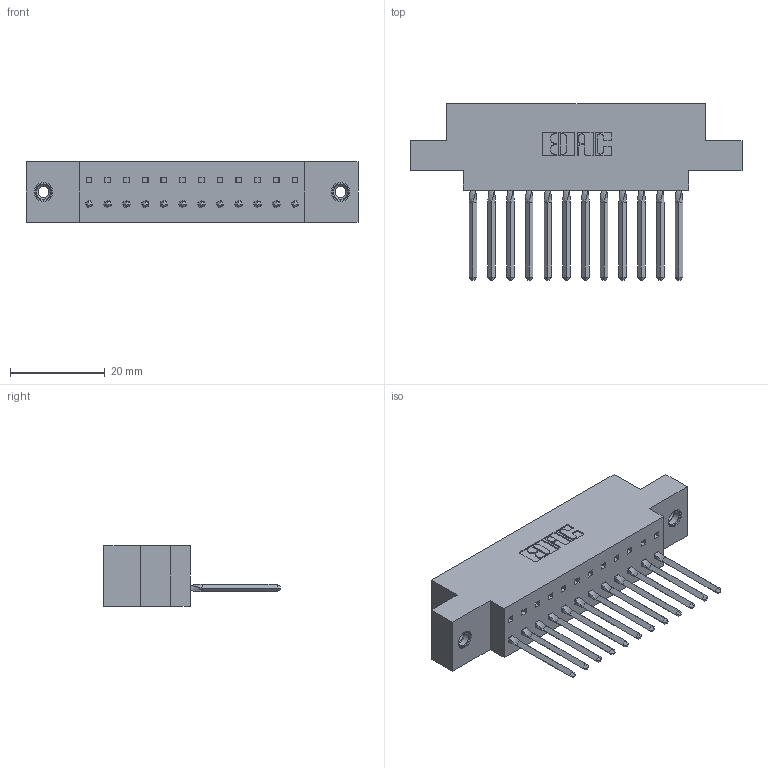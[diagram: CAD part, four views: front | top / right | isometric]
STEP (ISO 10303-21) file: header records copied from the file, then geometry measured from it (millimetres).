
FILE_DESCRIPTION (( 'STEP AP203' ), '1' );
FILE_NAME ('317-012-541-678.STEP', '2020-02-27T14:02:10', ( '' ), ( '' ), 'SwSTEP 2.0', 'SolidWorks 2016', '' );
FILE_SCHEMA (( 'CONFIG_CONTROL_DESIGN' ));
Length unit declared in the file: inch
Products named in the file (4): 317-290-002_541; 317-012-541-678; 345-250-001_345-250-003-102; 317 Part_.156 Dia - TI
Assembly tree (15 placements, depth 2):
  317-012-541-678
    317 Part_.156 Dia - TI
    317-290-002_541  x12
    345-250-001_345-250-003-102  x2
Bounding box: 70.26 x 37.34 x 12.7 mm (x, y, z)
Volume: 10464.3 mm3; surface area: 13808.1 mm2
Topology: 15 solids, 15 shells, 1986 faces, 5619 edges, 3650 vertices
Faces by surface type: plane 1578, cylinder 344, bspline 48, cone 12, torus 4
Entity records: 23881 total; most frequent: CARTESIAN_POINT 4840, ORIENTED_EDGE 4098, DIRECTION 3387, EDGE_CURVE 2049, LINE 1665, VECTOR 1665, VERTEX_POINT 1354, AXIS2_PLACEMENT_3D 861
